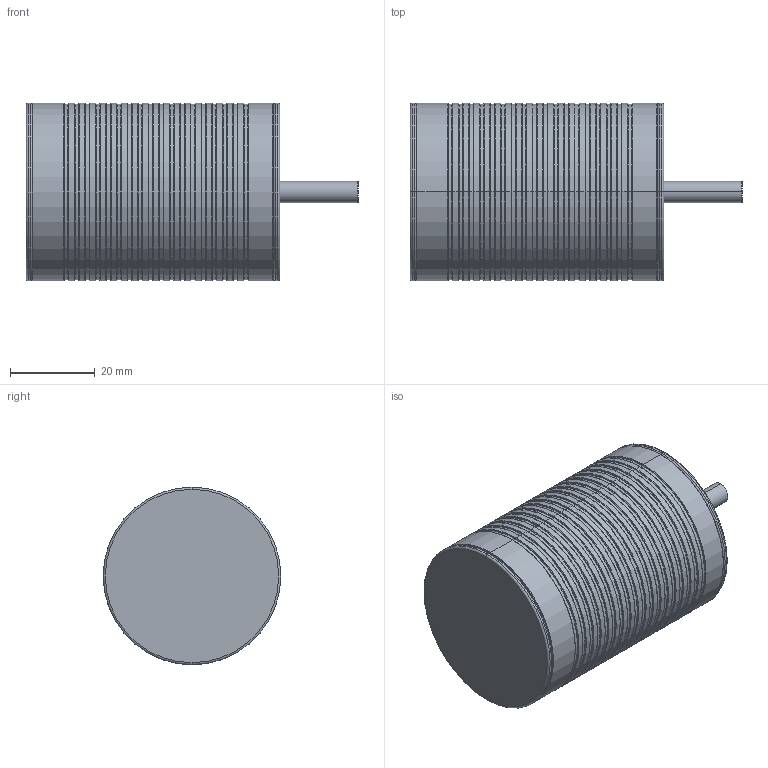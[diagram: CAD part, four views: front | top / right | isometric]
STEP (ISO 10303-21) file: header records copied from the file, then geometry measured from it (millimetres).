
FILE_DESCRIPTION (( 'STEP AP214' ), '1' );
FILE_NAME ('rc_motor.STEP', '2022-01-27T19:06:49', ( '' ), ( '' ), 'SwSTEP 2.0', 'SolidWorks 2020', '' );
FILE_SCHEMA (( 'AUTOMOTIVE_DESIGN' ));
Length unit declared in the file: millimetre
Products named in the file (1): rc_motor
Bounding box: 78.5 x 42 x 42 mm (x, y, z)
Volume: 82311.8 mm3; surface area: 12553.8 mm2
Topology: 1 solids, 1 shells, 314 faces, 638 edges, 360 vertices
Faces by surface type: torus 154, cylinder 94, plane 42, cone 24
Entity records: 11578 total; most frequent: DIRECTION 1764, CARTESIAN_POINT 1301, ORIENTED_EDGE 1252, AXIS2_PLACEMENT_3D 823, EDGE_CURVE 626, CIRCLE 508, EDGE_LOOP 360, VERTEX_POINT 360
